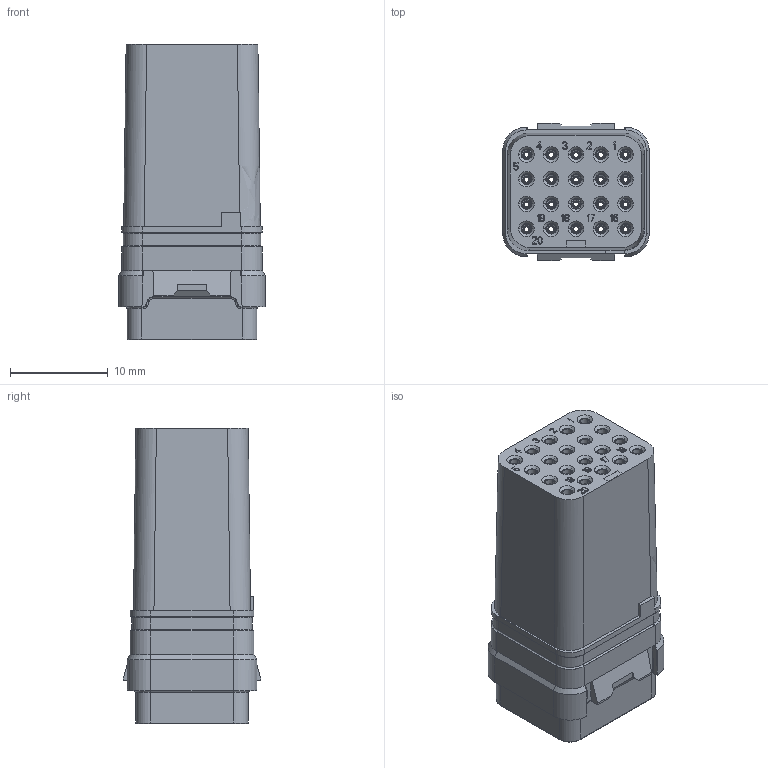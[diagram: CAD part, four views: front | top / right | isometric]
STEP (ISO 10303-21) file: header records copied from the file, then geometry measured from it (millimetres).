
FILE_DESCRIPTION((''),'2;1');
FILE_NAME('SIM3M2022SN','2020-07-15T',('presta_be4'),(''),'CREO PARAMETRIC BY PTC INC, 2018360','CREO PARAMETRIC BY PTC INC, 2018360','');
FILE_SCHEMA(('CONFIG_CONTROL_DESIGN'));
Products named in the file (1): SIM3M2022SN
Bounding box: 15 x 14.1 x 30.33 mm (x, y, z)
Volume: 3692 mm3; surface area: 5745.7 mm2
Topology: 1 solids, 1 shells, 3960 faces, 9536 edges, 5744 vertices
Faces by surface type: plane 1424, cylinder 692, bspline 652, torus 584, cone 488, sphere 120
Entity records: 143727 total; most frequent: CARTESIAN_POINT 55365, ORIENTED_EDGE 19072, DIRECTION 17774, EDGE_CURVE 9536, AXIS2_PLACEMENT_3D 6728, VERTEX_POINT 5744, VECTOR 4318, LINE 4318
